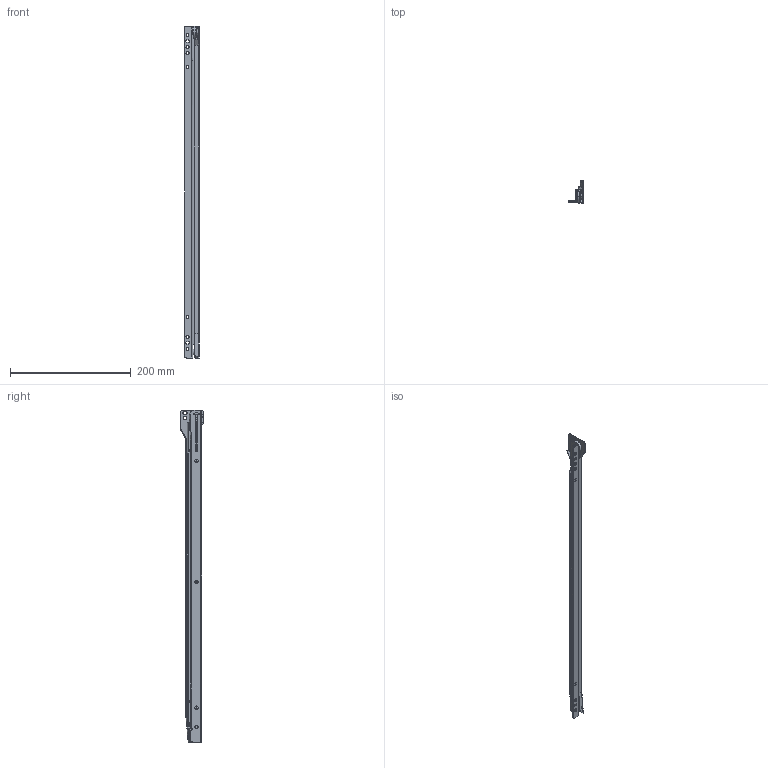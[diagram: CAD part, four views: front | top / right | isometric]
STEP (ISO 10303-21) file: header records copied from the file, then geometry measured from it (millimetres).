
FILE_DESCRIPTION (( 'STEP AP214' ), '1' );
FILE_NAME ('F000551_CLOSED_RIGHT_3D.step', '2022-08-15T13:38:19', ( '' ), ( '' ), 'SwSTEP 2.0', 'SolidWorks 2020', '' );
FILE_SCHEMA (( 'AUTOMOTIVE_DESIGN' ));
Length unit declared in the file: millimetre
Products named in the file (3): F000551_CLOSED_RIGHT_3D; Koleèkový výsuv-pravý-vnitøní èást-550mm; Koleèkový výsuv-pravý-venkovní èást-550mm
Assembly tree (2 placements, depth 2):
  F000551_CLOSED_RIGHT_3D
    Koleèkový výsuv-pravý-venkovní èást-550mm
    Koleèkový výsuv-pravý-vnitøní èást-550mm
Bounding box: 24.75 x 37.89 x 550 mm (x, y, z)
Volume: 49225.6 mm3; surface area: 87213.8 mm2
Topology: 2 solids, 2 shells, 361 faces, 945 edges, 587 vertices
Faces by surface type: cylinder 147, plane 98, bspline 60, cone 34, torus 22
Entity records: 12940 total; most frequent: CARTESIAN_POINT 3897, DIRECTION 1884, ORIENTED_EDGE 1870, EDGE_CURVE 935, AXIS2_PLACEMENT_3D 703, VERTEX_POINT 587, LINE 478, VECTOR 478
